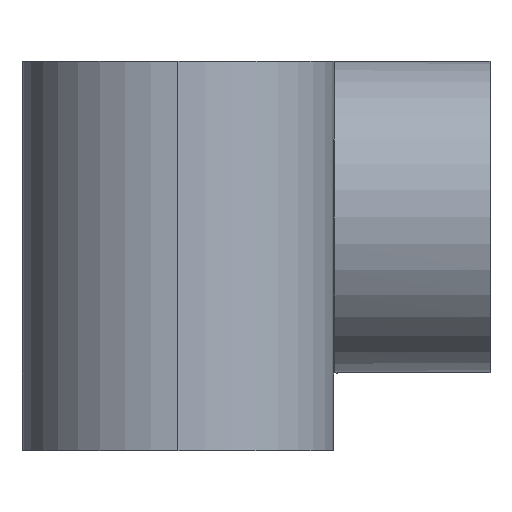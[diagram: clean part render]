
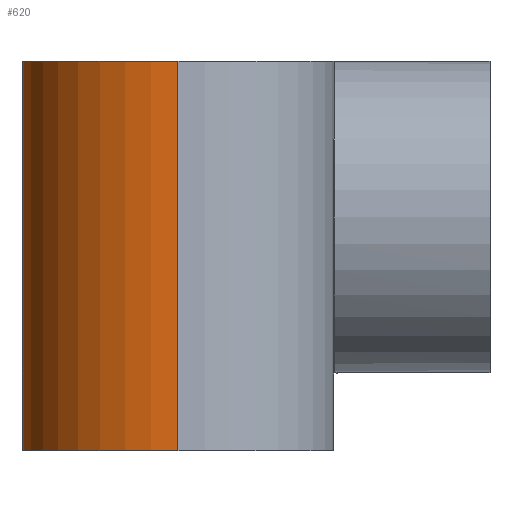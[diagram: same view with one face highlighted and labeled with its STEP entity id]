
A CAD part, left-side view. The second image highlights one B-rep face of the part: STEP entity #620.
In plain terms, the highlighted cylindrical face has radius 10 mm (diameter 20 mm), a partial arc.
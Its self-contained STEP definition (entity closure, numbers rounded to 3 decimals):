
#1 = AXIS2_PLACEMENT_3D ( 'NONE', #181, #524, #423 ) ;
#11 = VECTOR ( 'NONE', #437, 1000. ) ;
#27 = VECTOR ( 'NONE', #542, 1000. ) ;
#45 = CIRCLE ( 'NONE', #215, 10. ) ;
#51 = CARTESIAN_POINT ( 'NONE',  ( -70.139, 9.208, -5. ) ) ;
#53 = CARTESIAN_POINT ( 'NONE',  ( -70.139, 9.208, 20. ) ) ;
#92 = CARTESIAN_POINT ( 'NONE',  ( -60.139, 9.208, 20. ) ) ;
#93 = EDGE_CURVE ( 'NONE', #289, #241, #45, .T. ) ;
#95 = CARTESIAN_POINT ( 'NONE',  ( -70.139, 19.208, 0. ) ) ;
#112 = DIRECTION ( 'NONE',  ( -1., 0., 0. ) ) ;
#115 = CARTESIAN_POINT ( 'NONE',  ( -80.139, 9.208, 20. ) ) ;
#139 = CARTESIAN_POINT ( 'NONE',  ( -80.139, 9.208, -5. ) ) ;
#157 = CYLINDRICAL_SURFACE ( 'NONE', #256, 10. ) ;
#162 = DIRECTION ( 'NONE',  ( 0., 0., -1. ) ) ;
#166 = EDGE_CURVE ( 'NONE', #399, #289, #607, .T. ) ;
#181 = CARTESIAN_POINT ( 'NONE',  ( -70.139, 9.208, 0. ) ) ;
#187 = CARTESIAN_POINT ( 'NONE',  ( -70.139, 19.208, 20. ) ) ;
#198 = DIRECTION ( 'NONE',  ( 1., 0., 0. ) ) ;
#213 = CARTESIAN_POINT ( 'NONE',  ( -70.139, 9.208, 20. ) ) ;
#215 = AXIS2_PLACEMENT_3D ( 'NONE', #51, #252, #448 ) ;
#222 = EDGE_LOOP ( 'NONE', ( #417, #540, #477, #370, #560, #281 ) ) ;
#241 = VERTEX_POINT ( 'NONE', #465 ) ;
#245 = CARTESIAN_POINT ( 'NONE',  ( -60.139, 9.208, 0. ) ) ;
#252 = DIRECTION ( 'NONE',  ( 0., 0., -1. ) ) ;
#255 = CIRCLE ( 'NONE', #564, 10. ) ;
#256 = AXIS2_PLACEMENT_3D ( 'NONE', #213, #353, #112 ) ;
#259 = VERTEX_POINT ( 'NONE', #187 ) ;
#278 = EDGE_CURVE ( 'NONE', #525, #488, #599, .T. ) ;
#281 = ORIENTED_EDGE ( 'NONE', *, *, #553, .T. ) ;
#289 = VERTEX_POINT ( 'NONE', #139 ) ;
#330 = CARTESIAN_POINT ( 'NONE',  ( -80.139, 9.208, 20. ) ) ;
#353 = DIRECTION ( 'NONE',  ( 0., 0., -1. ) ) ;
#370 = ORIENTED_EDGE ( 'NONE', *, *, #166, .F. ) ;
#399 = VERTEX_POINT ( 'NONE', #330 ) ;
#417 = ORIENTED_EDGE ( 'NONE', *, *, #278, .T. ) ;
#423 = DIRECTION ( 'NONE',  ( -1., 0., 0. ) ) ;
#437 = DIRECTION ( 'NONE',  ( 0., 0., -1. ) ) ;
#441 = LINE ( 'NONE', #447, #27 ) ;
#447 = CARTESIAN_POINT ( 'NONE',  ( -70.139, 19.208, 20. ) ) ;
#448 = DIRECTION ( 'NONE',  ( -1., 0., 0. ) ) ;
#465 = CARTESIAN_POINT ( 'NONE',  ( -60.139, 9.208, -5. ) ) ;
#477 = ORIENTED_EDGE ( 'NONE', *, *, #93, .F. ) ;
#481 = EDGE_CURVE ( 'NONE', #259, #399, #255, .T. ) ;
#488 = VERTEX_POINT ( 'NONE', #245 ) ;
#489 = EDGE_CURVE ( 'NONE', #488, #241, #539, .T. ) ;
#502 = FACE_OUTER_BOUND ( 'NONE', #222, .T. ) ;
#524 = DIRECTION ( 'NONE',  ( 0., 0., -1. ) ) ;
#525 = VERTEX_POINT ( 'NONE', #95 ) ;
#539 = LINE ( 'NONE', #92, #11 ) ;
#540 = ORIENTED_EDGE ( 'NONE', *, *, #489, .T. ) ;
#542 = DIRECTION ( 'NONE',  ( 0., 0., -1. ) ) ;
#553 = EDGE_CURVE ( 'NONE', #259, #525, #441, .T. ) ;
#560 = ORIENTED_EDGE ( 'NONE', *, *, #481, .F. ) ;
#563 = VECTOR ( 'NONE', #162, 1000. ) ;
#564 = AXIS2_PLACEMENT_3D ( 'NONE', #53, #593, #198 ) ;
#593 = DIRECTION ( 'NONE',  ( 0., 0., 1. ) ) ;
#599 = CIRCLE ( 'NONE', #1, 10. ) ;
#607 = LINE ( 'NONE', #115, #563 ) ;
#620 = ADVANCED_FACE ( 'NONE', ( #502 ), #157, .T. ) ;
